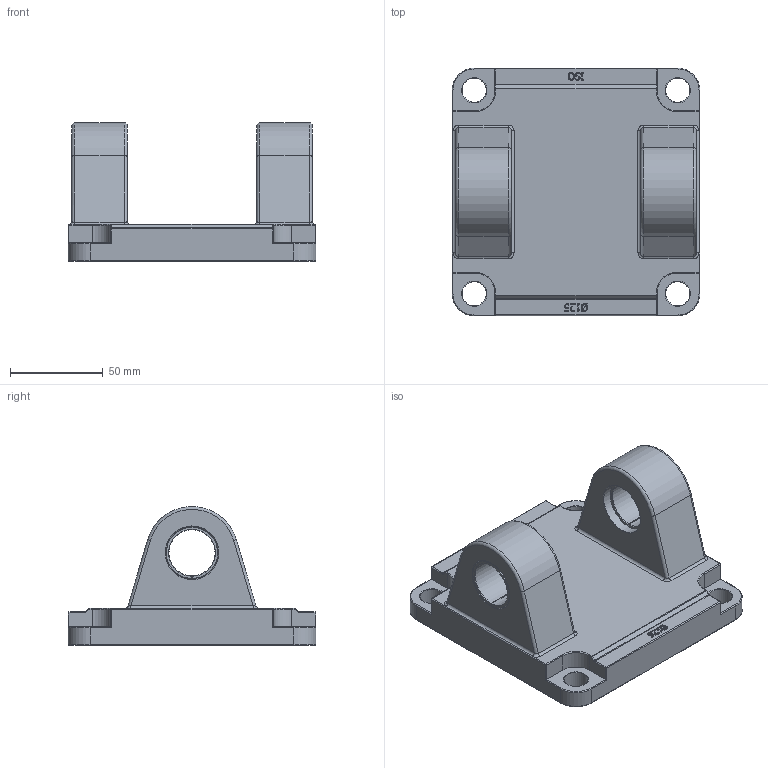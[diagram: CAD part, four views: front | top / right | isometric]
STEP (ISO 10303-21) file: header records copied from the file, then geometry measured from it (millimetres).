
FILE_DESCRIPTION((''),'2;1');
FILE_NAME('CFI125.stp','2013-11-15T09:51:05',('carlo.corazza'),(''),'Autodesk Inventor 2012','Autodesk Inventor 2012','');
FILE_SCHEMA(('AUTOMOTIVE_DESIGN { 1 0 10303 214 1 1 1 1 }'));
Length unit declared in the file: millimetre
Products named in the file (1): CFI125
Bounding box: 134 x 134 x 74.91 mm (x, y, z)
Volume: 411174.1 mm3; surface area: 71094.4 mm2
Topology: 1 solids, 1 shells, 391 faces, 997 edges, 625 vertices
Faces by surface type: plane 128, cylinder 79, cone 77, bspline 75, torus 20, sphere 12
Full cylindrical faces by diameter (mm): 13 x4, 28 x2, 60 x1
Entity records: 12564 total; most frequent: CARTESIAN_POINT 3039, ORIENTED_EDGE 1934, DIRECTION 1782, EDGE_CURVE 967, AXIS2_PLACEMENT_3D 632, VERTEX_POINT 617, VECTOR 518, LINE 518
